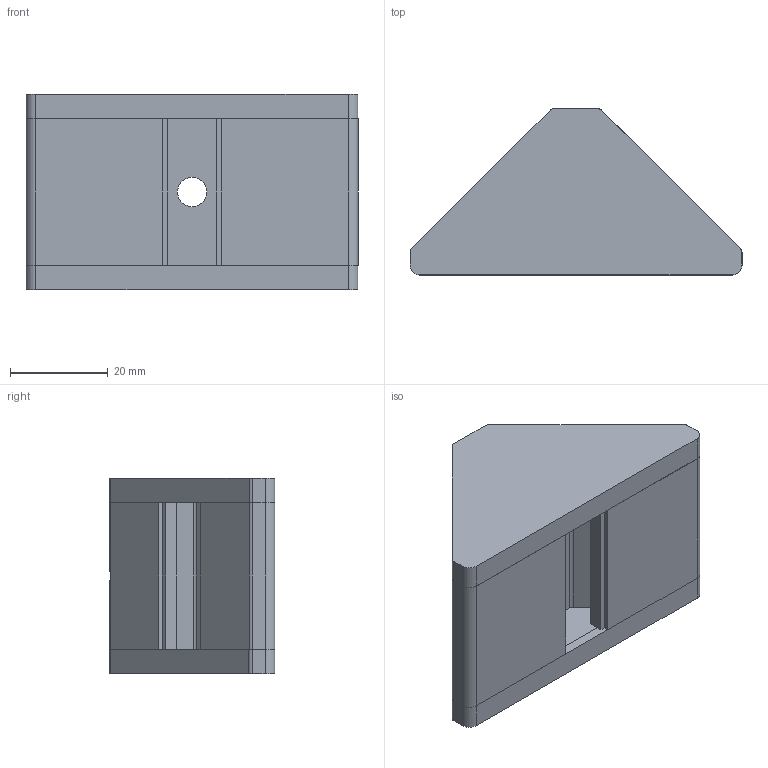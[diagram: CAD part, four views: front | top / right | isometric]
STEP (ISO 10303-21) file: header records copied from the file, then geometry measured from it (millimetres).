
FILE_DESCRIPTION (( 'STEP AP203' ), '1' );
FILE_NAME ('AL-8.41.4040 Óãëîâîé ñîåäèíèòåëü 40õ40, 45 ãðàäóñîâ, 40 ñåðèÿ.STEP', '2023-11-02T08:35:22', ( '' ), ( '' ), 'SwSTEP 2.0', 'SolidWorks 2021', '' );
FILE_SCHEMA (( 'CONFIG_CONTROL_DESIGN' ));
Length unit declared in the file: millimetre
Products named in the file (3): AL-8.41.4040 Óãëîâîé ñîåäèíèòåëü 40õ40, 45 ãðàäóñîâ, 40 ñåðèÿ; AL-8.41.4040 Ñîåäèíèòåëü ïîä óãëîì 45° äëÿ ïðîôèëÿ 40õ40_00; 青汶篪赅 8.41.4040___
Assembly tree (3 placements, depth 2):
  AL-8.41.4040 Óãëîâîé ñîåäèíèòåëü 40õ40, 45 ãðàäóñîâ, 40 ñåðèÿ
    AL-8.41.4040 Ñîåäèíèòåëü ïîä óãëîì 45° äëÿ ïðîôèëÿ 40õ40_00
    青汶篪赅 8.41.4040___  x2
Bounding box: 68.04 x 34 x 40 mm (x, y, z)
Volume: 24859.9 mm3; surface area: 18689.3 mm2
Topology: 1 solids, 5 shells, 122 faces, 384 edges, 268 vertices
Faces by surface type: plane 74, cylinder 40, bspline 8
Entity records: 4400 total; most frequent: CARTESIAN_POINT 1106, ORIENTED_EDGE 642, DIRECTION 586, EDGE_CURVE 330, VECTOR 234, LINE 234, VERTEX_POINT 226, AXIS2_PLACEMENT_3D 176
